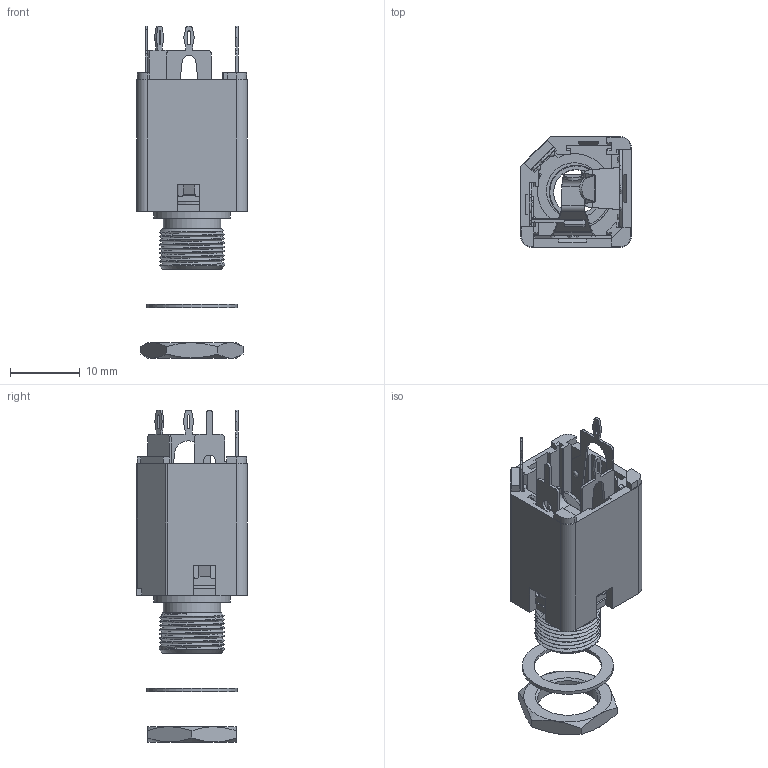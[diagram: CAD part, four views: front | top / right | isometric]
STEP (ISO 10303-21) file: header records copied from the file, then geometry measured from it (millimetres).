
FILE_DESCRIPTION(/* description */ (''),/* implementation_level */ '2;1');
FILE_NAME(/* name */ 'ACJS-MIV-3S.stp',/* time_stamp */ '2020-09-28T11:15:50+10:00',/* author */ ('minh'),/* organization */ (''),/* preprocessor_version */ 'ST-DEVELOPER v18.1',/* originating_system */ 'Autodesk Inventor 2021',/* authorisation */ '');
FILE_SCHEMA (('AUTOMOTIVE_DESIGN { 1 0 10303 214 3 1 1 }'));
Length unit declared in the file: inch
Products named in the file (1): ACJS-MIV-3S_Shrinkwrap_1
Bounding box: 15.8 x 15.8 x 47.5 mm (x, y, z)
Volume: 2381.1 mm3; surface area: 5760.7 mm2
Topology: 8 solids, 8 shells, 654 faces, 1788 edges, 1159 vertices
Faces by surface type: plane 412, cylinder 143, bspline 72, torus 14, cone 7, sphere 6
Full cylindrical faces by diameter (mm): 0.2 x1, 0.3 x2, 1 x2, 1.6 x1, 1.8 x1, 6.4 x1, 7.5 x1, 7.7 x1, 8 x1, 8.2 x1, 8.661 x1, 9.4 x7, 9.7 x1, 10.5 x1, 11 x1, 13 x1
Entity records: 26759 total; most frequent: CARTESIAN_POINT 9763, ORIENTED_EDGE 3556, DIRECTION 3102, EDGE_CURVE 1778, LINE 1236, VECTOR 1236, VERTEX_POINT 1159, AXIS2_PLACEMENT_3D 933
